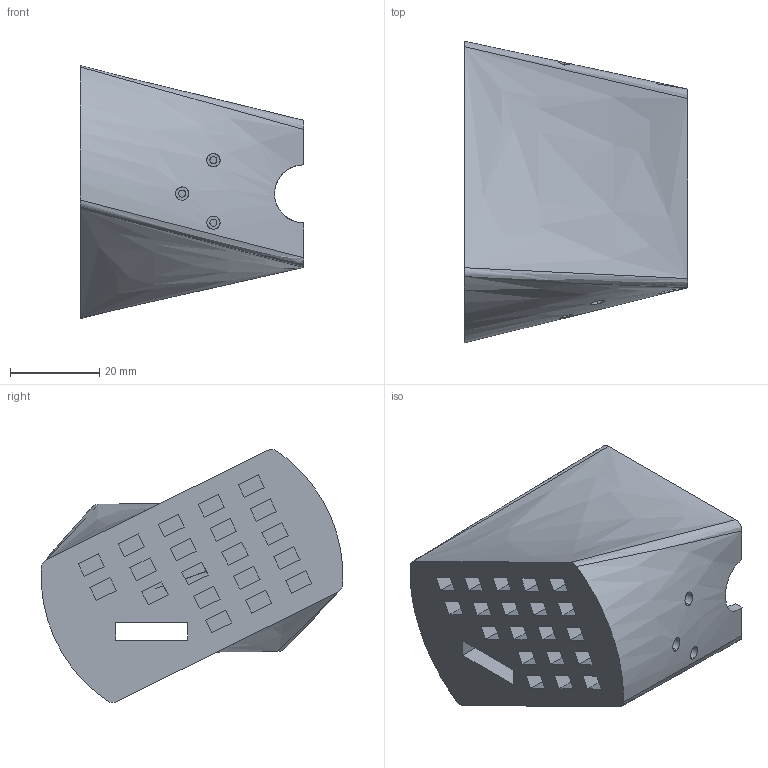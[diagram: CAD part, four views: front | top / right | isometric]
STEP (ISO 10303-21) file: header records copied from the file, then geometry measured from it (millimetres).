
FILE_DESCRIPTION (( 'STEP AP203' ), '1' );
FILE_NAME ('shoulder right middle.sldasm-Part-3_默认_sldprt.STEP', '2018-02-03T08:03:25', ( '' ), ( '' ), 'SwSTEP 2.0', 'SolidWorks 2014', '' );
FILE_SCHEMA (( 'CONFIG_CONTROL_DESIGN' ));
Length unit declared in the file: millimetre
Products named in the file (1): shoulder right middle.sldasm-Part-3_默认_sldprt
Bounding box: 50 x 67.6 x 56.71 mm (x, y, z)
Volume: 56043.5 mm3; surface area: 22548.6 mm2
Topology: 1 solids, 1 shells, 169 faces, 430 edges, 286 vertices
Faces by surface type: plane 128, cylinder 31, bspline 10
Entity records: 6155 total; most frequent: CARTESIAN_POINT 2056, ORIENTED_EDGE 860, DIRECTION 732, EDGE_CURVE 430, LINE 320, VECTOR 320, VERTEX_POINT 286, EDGE_LOOP 210
